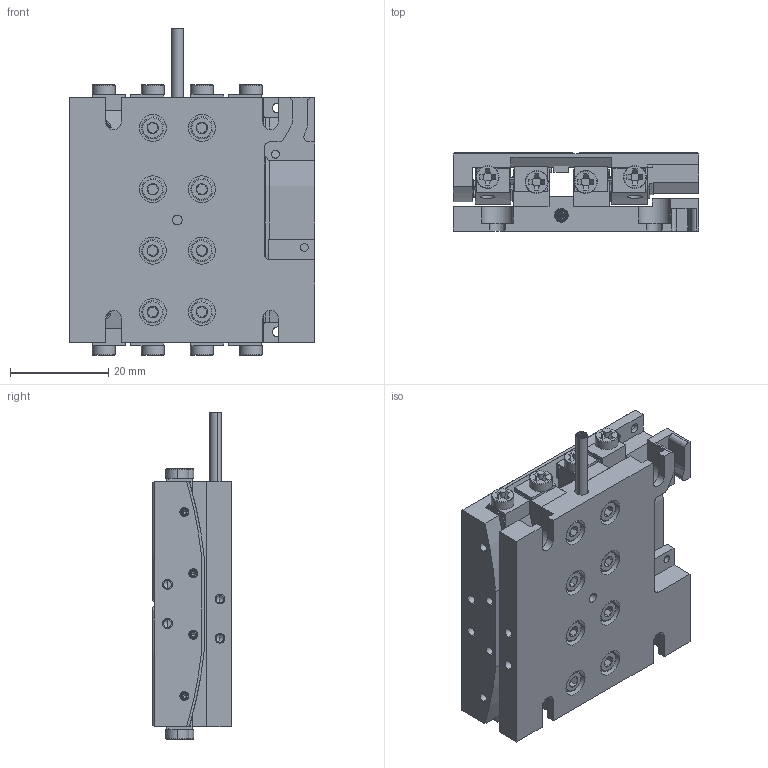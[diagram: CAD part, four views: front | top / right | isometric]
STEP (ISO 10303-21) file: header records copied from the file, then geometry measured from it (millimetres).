
FILE_DESCRIPTION (( 'STEP AP214' ), '1' );
FILE_NAME ('PG-50-1100X.STEP', '2022-02-09T22:32:12', ( '' ), ( '' ), 'SwSTEP 2.0', 'SolidWorks 2020', '' );
FILE_SCHEMA (( 'AUTOMOTIVE_DESIGN' ));
Length unit declared in the file: millimetre
Products named in the file (12): 130197 Bearing, Gonio Way, RVF2050-87-10Z; SCREW, MS-PPH, M-JCIS_M2.5 x 0.45 x 3mm; 430764 PG-50 Piezo, R87, Carriage; Body, HI_RVF2050- 87-10Z; Set Screw, Cup-H, E-ASME_E1-72 x 1''8; TFC-421 Silver Braided Cable_L30; Body 1, HI_RVF2050- 87-10Z; SCREW, SHCS-S, M-DIN_M2.5 x 0.45 x 06mm; 430763 PG-50 Piezo, Base; PG-50-1100X; Roller, HI_RVF2050- 87-10Z
Assembly tree (31 placements, depth 3):
  PG-50-1100X
    130197 Bearing, Gonio Way, RVF2050-87-10Z
      Roller, HI_RVF2050- 87-10Z
      Body, HI_RVF2050- 87-10Z
      Body 1, HI_RVF2050- 87-10Z
    130197 Bearing, Gonio Way, RVF2050-87-10Z
      Roller, HI_RVF2050- 87-10Z
      Body, HI_RVF2050- 87-10Z
      Body 1, HI_RVF2050- 87-10Z
    SCREW, SHCS-S, M-DIN_M2.5 x 0.45 x 06mm  x8
    SCREW, MS-PPH, M-JCIS_M2.5 x 0.45 x 3mm  x8
    Set Screw, Cup-H, E-ASME_E1-72 x 1''8  x4
    430763 PG-50 Piezo, Base
    430764 PG-50 Piezo, R87, Carriage
    TFC-421 Silver Braided Cable_L30
Bounding box: 50 x 16 x 66.6 mm (x, y, z)
Volume: 29750.7 mm3; surface area: 26589.3 mm2
Topology: 42 solids, 42 shells, 1820 faces, 4372 edges, 2669 vertices
Faces by surface type: plane 770, cylinder 563, cone 351, torus 112, bspline 24
Entity records: 68139 total; most frequent: CARTESIAN_POINT 43949, DIRECTION 4585, ORIENTED_EDGE 4416, EDGE_CURVE 2208, AXIS2_PLACEMENT_3D 1702, VERTEX_POINT 1403, VECTOR 1181, LINE 1181
